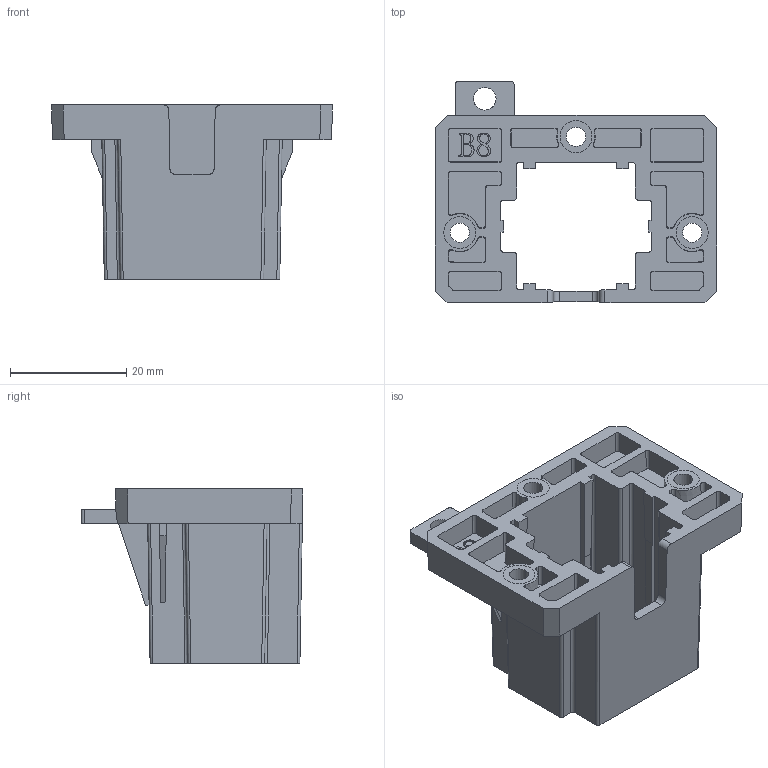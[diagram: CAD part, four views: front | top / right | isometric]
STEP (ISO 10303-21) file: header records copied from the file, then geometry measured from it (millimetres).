
FILE_DESCRIPTION (( 'STEP AP214' ), '1' );
FILE_NAME ('JXHSV06-01017-d Base Tensioner Fixing Piece.step', '2023-06-08T06:46:08', ( '微软用户' ), ( '微软中国' ), 'SwSTEP 2.0', 'SolidWorks 2020', '' );
FILE_SCHEMA (( 'AUTOMOTIVE_DESIGN' ));
Length unit declared in the file: millimetre
Products named in the file (1): JXHSV06-01017-d Base Tensioner Fixing Piece
Bounding box: 48.42 x 38.19 x 30 mm (x, y, z)
Volume: 9914.5 mm3; surface area: 10228.9 mm2
Topology: 1 solids, 1 shells, 293 faces, 823 edges, 552 vertices
Faces by surface type: plane 168, cone 64, cylinder 33, bspline 28
Entity records: 11370 total; most frequent: CARTESIAN_POINT 3539, ORIENTED_EDGE 1646, DIRECTION 1396, EDGE_CURVE 823, LINE 562, VECTOR 562, VERTEX_POINT 552, AXIS2_PLACEMENT_3D 417
